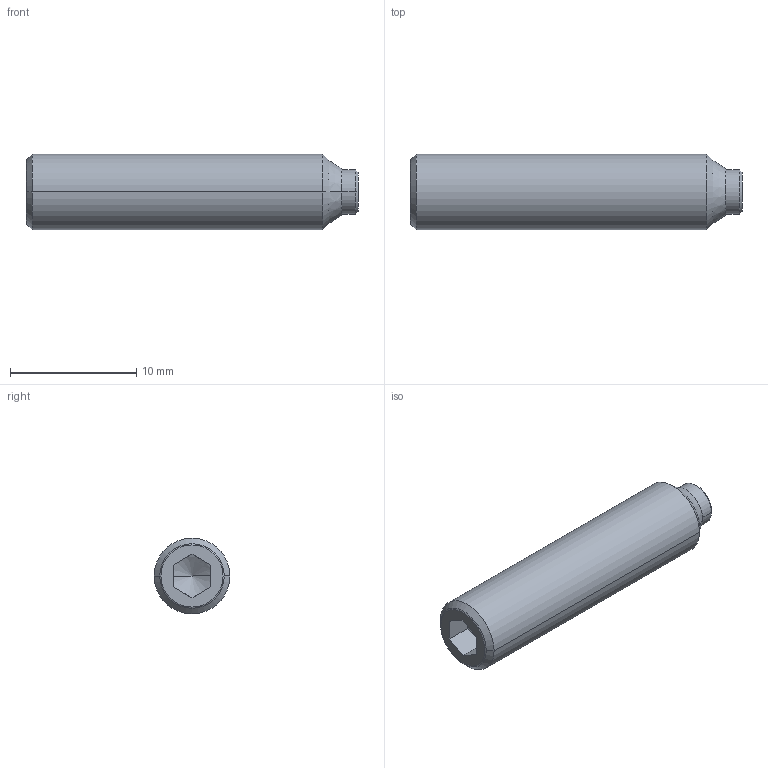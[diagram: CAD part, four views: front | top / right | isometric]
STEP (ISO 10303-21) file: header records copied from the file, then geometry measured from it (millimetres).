
FILE_DESCRIPTION(('STEP AP214'),'1');
FILE_NAME('HALDERN_EH_22760_0666.stp','2018-02-27T08:38:48',('TraceParts'),('TraceParts S.A.'),'Spatial InterOp 3D',' ',' ');
FILE_SCHEMA(('automotive_design'));
Length unit declared in the file: millimetre
Products named in the file (1): HALDERN_EH_22760_0666
Bounding box: 26.3 x 6 x 6 mm (x, y, z)
Volume: 682.7 mm3; surface area: 540.4 mm2
Topology: 1 solids, 1 shells, 25 faces, 58 edges, 35 vertices
Faces by surface type: cone 12, plane 9, cylinder 4
Entity records: 910 total; most frequent: CARTESIAN_POINT 133, DIRECTION 120, ORIENTED_EDGE 112, EDGE_CURVE 56, AXIS2_PLACEMENT_3D 46, VERTEX_POINT 35, LINE 28, VECTOR 28
